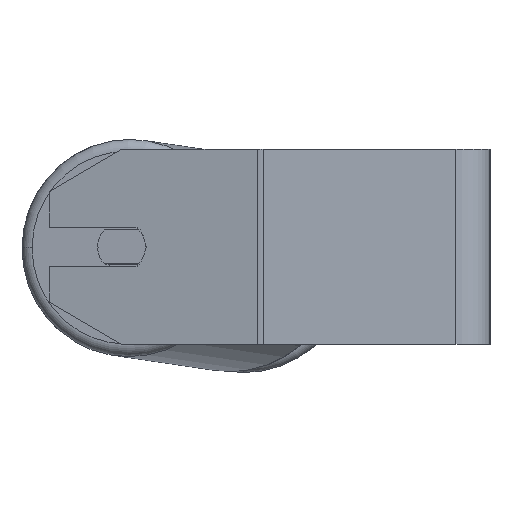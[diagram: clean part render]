
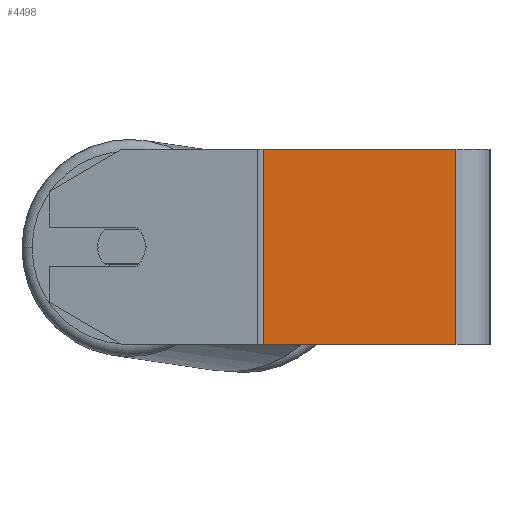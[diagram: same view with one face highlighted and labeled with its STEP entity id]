
A CAD part, left-side view. The second image highlights one B-rep face of the part: STEP entity #4498.
In plain terms, the highlighted planar face has unit normal (-1, 0, 0).
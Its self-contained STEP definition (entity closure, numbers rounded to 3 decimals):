
#45 = VERTEX_POINT ( 'NONE', #8263 ) ;
#255 = CARTESIAN_POINT ( 'NONE',  ( -430., 94.127, 40. ) ) ;
#276 = DIRECTION ( 'NONE',  ( 0., -1., 0. ) ) ;
#342 = DIRECTION ( 'NONE',  ( 0., 1., 0. ) ) ;
#537 = VECTOR ( 'NONE', #7561, 1000. ) ;
#897 = EDGE_CURVE ( 'NONE', #5829, #6732, #5427, .T. ) ;
#1212 = DIRECTION ( 'NONE',  ( 0., 0., -1. ) ) ;
#1621 = PLANE ( 'NONE',  #6346 ) ;
#1801 = EDGE_CURVE ( 'NONE', #6732, #45, #3004, .T. ) ;
#2148 = CARTESIAN_POINT ( 'NONE',  ( -430., 14., 40. ) ) ;
#2174 = ORIENTED_EDGE ( 'NONE', *, *, #1801, .T. ) ;
#2514 = CARTESIAN_POINT ( 'NONE',  ( -430., 14., 40. ) ) ;
#2523 = ORIENTED_EDGE ( 'NONE', *, *, #897, .T. ) ;
#3004 = LINE ( 'NONE', #6349, #7036 ) ;
#3346 = LINE ( 'NONE', #2148, #537 ) ;
#3546 = FACE_OUTER_BOUND ( 'NONE', #6095, .T. ) ;
#3824 = CARTESIAN_POINT ( 'NONE',  ( -430., 92.902, 40. ) ) ;
#4470 = EDGE_CURVE ( 'NONE', #7572, #45, #3346, .T. ) ;
#4498 = ADVANCED_FACE ( 'NONE', ( #3546 ), #1621, .F. ) ;
#5427 = LINE ( 'NONE', #8119, #6873 ) ;
#5519 = VECTOR ( 'NONE', #276, 1000. ) ;
#5829 = VERTEX_POINT ( 'NONE', #3824 ) ;
#6095 = EDGE_LOOP ( 'NONE', ( #2174, #6478, #7151, #2523 ) ) ;
#6346 = AXIS2_PLACEMENT_3D ( 'NONE', #255, #8308, #342 ) ;
#6349 = CARTESIAN_POINT ( 'NONE',  ( -430., 94.127, -40. ) ) ;
#6478 = ORIENTED_EDGE ( 'NONE', *, *, #4470, .F. ) ;
#6732 = VERTEX_POINT ( 'NONE', #6770 ) ;
#6770 = CARTESIAN_POINT ( 'NONE',  ( -430., 92.902, -40. ) ) ;
#6865 = CARTESIAN_POINT ( 'NONE',  ( -430., 94.127, 40. ) ) ;
#6873 = VECTOR ( 'NONE', #1212, 1000. ) ;
#7036 = VECTOR ( 'NONE', #7709, 1000. ) ;
#7151 = ORIENTED_EDGE ( 'NONE', *, *, #7197, .F. ) ;
#7197 = EDGE_CURVE ( 'NONE', #5829, #7572, #8282, .T. ) ;
#7561 = DIRECTION ( 'NONE',  ( 0., 0., -1. ) ) ;
#7572 = VERTEX_POINT ( 'NONE', #2514 ) ;
#7709 = DIRECTION ( 'NONE',  ( 0., -1., 0. ) ) ;
#8119 = CARTESIAN_POINT ( 'NONE',  ( -430., 92.902, 40. ) ) ;
#8263 = CARTESIAN_POINT ( 'NONE',  ( -430., 14., -40. ) ) ;
#8282 = LINE ( 'NONE', #6865, #5519 ) ;
#8308 = DIRECTION ( 'NONE',  ( 1., 0., 0. ) ) ;
